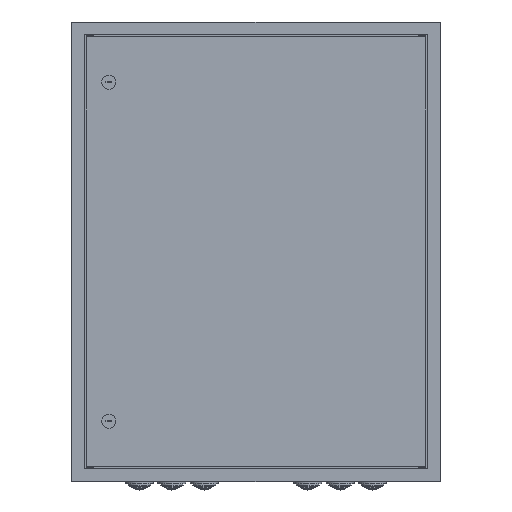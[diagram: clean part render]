
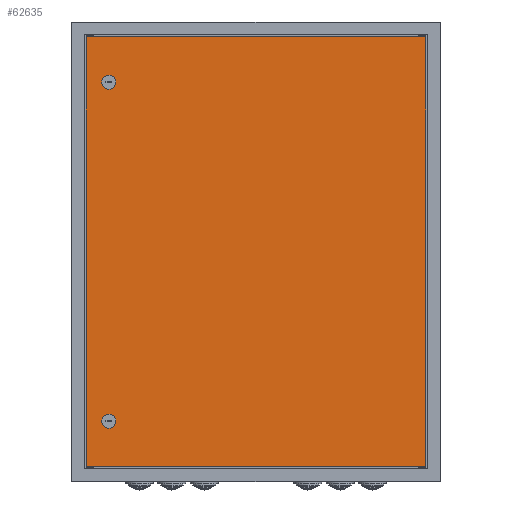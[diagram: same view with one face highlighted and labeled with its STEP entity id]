
A CAD part, top view. The second image highlights one B-rep face of the part: STEP entity #62635.
In plain terms, the highlighted planar face has unit normal (0, 0, 1).
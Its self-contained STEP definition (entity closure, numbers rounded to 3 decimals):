
#1925 = VERTEX_POINT ( 'NONE', #230417 ) ;
#3407 = DIRECTION ( 'NONE',  ( 0., 0., -1. ) ) ;
#4777 = ORIENTED_EDGE ( 'NONE', *, *, #189675, .T. ) ;
#5985 = FACE_OUTER_BOUND ( 'NONE', #195100, .T. ) ;
#7489 = EDGE_CURVE ( 'NONE', #25641, #20087, #235280, .T. ) ;
#9406 = VERTEX_POINT ( 'NONE', #202913 ) ;
#9486 = VECTOR ( 'NONE', #69047, 1000. ) ;
#13025 = DIRECTION ( 'NONE',  ( -1., 0., 0. ) ) ;
#13108 = EDGE_CURVE ( 'NONE', #207061, #38518, #81140, .T. ) ;
#15397 = VERTEX_POINT ( 'NONE', #196141 ) ;
#15982 = CARTESIAN_POINT ( 'NONE',  ( -235.75, -266.71, 138.2 ) ) ;
#16414 = LINE ( 'NONE', #36128, #76656 ) ;
#18056 = EDGE_LOOP ( 'NONE', ( #92168, #202317, #47245, #4777 ) ) ;
#19901 = VERTEX_POINT ( 'NONE', #92517 ) ;
#20087 = VERTEX_POINT ( 'NONE', #215847 ) ;
#22999 = EDGE_CURVE ( 'NONE', #249429, #51981, #112268, .T. ) ;
#25641 = VERTEX_POINT ( 'NONE', #229390 ) ;
#28338 = AXIS2_PLACEMENT_3D ( 'NONE', #180131, #80029, #206334 ) ;
#32463 = DIRECTION ( 'NONE',  ( 1., 0., 0. ) ) ;
#34526 = VERTEX_POINT ( 'NONE', #193771 ) ;
#36128 = CARTESIAN_POINT ( 'NONE',  ( 0., 332., 138.2 ) ) ;
#36592 = CARTESIAN_POINT ( 'NONE',  ( -235.75, 266.71, 138.2 ) ) ;
#37736 = AXIS2_PLACEMENT_3D ( 'NONE', #74430, #95527, #32463 ) ;
#38193 = ORIENTED_EDGE ( 'NONE', *, *, #158866, .T. ) ;
#38518 = VERTEX_POINT ( 'NONE', #92448 ) ;
#45475 = CARTESIAN_POINT ( 'NONE',  ( -219.25, 266.71, 138.2 ) ) ;
#47179 = VECTOR ( 'NONE', #106581, 1000. ) ;
#47245 = ORIENTED_EDGE ( 'NONE', *, *, #114346, .T. ) ;
#49801 = AXIS2_PLACEMENT_3D ( 'NONE', #103417, #3407, #224487 ) ;
#51310 = EDGE_CURVE ( 'NONE', #1925, #38518, #160001, .T. ) ;
#51981 = VERTEX_POINT ( 'NONE', #131611 ) ;
#54533 = ORIENTED_EDGE ( 'NONE', *, *, #13108, .F. ) ;
#54848 = ORIENTED_EDGE ( 'NONE', *, *, #22999, .T. ) ;
#55915 = CARTESIAN_POINT ( 'NONE',  ( -262.5, 1992., 138.2 ) ) ;
#59838 = DIRECTION ( 'NONE',  ( 0., -1., 0. ) ) ;
#62635 = ADVANCED_FACE ( 'NONE', ( #5985, #86205, #183723 ), #149247, .F. ) ;
#69047 = DIRECTION ( 'NONE',  ( 0., -1., 0. ) ) ;
#73239 = CIRCLE ( 'NONE', #207767, 9.5 ) ;
#74430 = CARTESIAN_POINT ( 'NONE',  ( -227.5, 262., 138.2 ) ) ;
#74945 = CARTESIAN_POINT ( 'NONE',  ( -227.5, 262., 138.2 ) ) ;
#76656 = VECTOR ( 'NONE', #195383, 1000. ) ;
#77691 = DIRECTION ( 'NONE',  ( 0., 1., 0. ) ) ;
#80029 = DIRECTION ( 'NONE',  ( 0., 0., -1. ) ) ;
#81140 = LINE ( 'NONE', #158833, #247406 ) ;
#86205 = FACE_BOUND ( 'NONE', #95197, .T. ) ;
#92168 = ORIENTED_EDGE ( 'NONE', *, *, #7489, .T. ) ;
#92448 = CARTESIAN_POINT ( 'NONE',  ( 262.5, -332., 138.2 ) ) ;
#92517 = CARTESIAN_POINT ( 'NONE',  ( -219.25, 257.29, 138.2 ) ) ;
#93901 = ORIENTED_EDGE ( 'NONE', *, *, #196727, .T. ) ;
#94371 = EDGE_CURVE ( 'NONE', #20087, #9406, #73239, .T. ) ;
#95197 = EDGE_LOOP ( 'NONE', ( #38193, #104554, #201849, #54848 ) ) ;
#95527 = DIRECTION ( 'NONE',  ( 0., 0., -1. ) ) ;
#99948 = VECTOR ( 'NONE', #59838, 1000. ) ;
#103417 = CARTESIAN_POINT ( 'NONE',  ( 0., 0., 138.2 ) ) ;
#104554 = ORIENTED_EDGE ( 'NONE', *, *, #108948, .T. ) ;
#106581 = DIRECTION ( 'NONE',  ( 0., -1., 0. ) ) ;
#106968 = VECTOR ( 'NONE', #245579, 1000. ) ;
#108948 = EDGE_CURVE ( 'NONE', #34526, #15397, #217302, .T. ) ;
#112268 = CIRCLE ( 'NONE', #28338, 9.5 ) ;
#112978 = CARTESIAN_POINT ( 'NONE',  ( -227.5, -262., 138.2 ) ) ;
#113550 = EDGE_CURVE ( 'NONE', #15397, #249429, #202739, .T. ) ;
#114346 = EDGE_CURVE ( 'NONE', #9406, #19901, #225759, .T. ) ;
#117728 = LINE ( 'NONE', #55915, #99948 ) ;
#123329 = ORIENTED_EDGE ( 'NONE', *, *, #141932, .F. ) ;
#128708 = VECTOR ( 'NONE', #77691, 1000. ) ;
#131611 = CARTESIAN_POINT ( 'NONE',  ( -235.75, -266.71, 138.2 ) ) ;
#136637 = CARTESIAN_POINT ( 'NONE',  ( -262.5, 332., 138.2 ) ) ;
#141932 = EDGE_CURVE ( 'NONE', #149330, #207061, #16414, .T. ) ;
#149247 = PLANE ( 'NONE',  #49801 ) ;
#149330 = VERTEX_POINT ( 'NONE', #136637 ) ;
#152558 = DIRECTION ( 'NONE',  ( -1., 0., 0. ) ) ;
#158833 = CARTESIAN_POINT ( 'NONE',  ( 262.5, 0., 138.2 ) ) ;
#158866 = EDGE_CURVE ( 'NONE', #51981, #34526, #238311, .T. ) ;
#160001 = LINE ( 'NONE', #182422, #106968 ) ;
#161893 = CARTESIAN_POINT ( 'NONE',  ( -219.25, -266.71, 138.2 ) ) ;
#180131 = CARTESIAN_POINT ( 'NONE',  ( -227.5, -262., 138.2 ) ) ;
#182422 = CARTESIAN_POINT ( 'NONE',  ( 0., -332., 138.2 ) ) ;
#183723 = FACE_BOUND ( 'NONE', #18056, .T. ) ;
#189675 = EDGE_CURVE ( 'NONE', #19901, #25641, #226724, .T. ) ;
#193771 = CARTESIAN_POINT ( 'NONE',  ( -235.75, -257.29, 138.2 ) ) ;
#193918 = ORIENTED_EDGE ( 'NONE', *, *, #51310, .T. ) ;
#195100 = EDGE_LOOP ( 'NONE', ( #193918, #54533, #123329, #93901 ) ) ;
#195383 = DIRECTION ( 'NONE',  ( 1., 0., 0. ) ) ;
#196141 = CARTESIAN_POINT ( 'NONE',  ( -219.25, -257.29, 138.2 ) ) ;
#196327 = AXIS2_PLACEMENT_3D ( 'NONE', #112978, #212984, #13025 ) ;
#196727 = EDGE_CURVE ( 'NONE', #149330, #1925, #117728, .T. ) ;
#201849 = ORIENTED_EDGE ( 'NONE', *, *, #113550, .T. ) ;
#202317 = ORIENTED_EDGE ( 'NONE', *, *, #94371, .T. ) ;
#202739 = LINE ( 'NONE', #161893, #47179 ) ;
#202913 = CARTESIAN_POINT ( 'NONE',  ( -219.25, 266.71, 138.2 ) ) ;
#206334 = DIRECTION ( 'NONE',  ( 1., 0., 0. ) ) ;
#207061 = VERTEX_POINT ( 'NONE', #221070 ) ;
#207767 = AXIS2_PLACEMENT_3D ( 'NONE', #74945, #255328, #152558 ) ;
#212984 = DIRECTION ( 'NONE',  ( 0., 0., -1. ) ) ;
#215847 = CARTESIAN_POINT ( 'NONE',  ( -235.75, 266.71, 138.2 ) ) ;
#217302 = CIRCLE ( 'NONE', #196327, 9.5 ) ;
#221070 = CARTESIAN_POINT ( 'NONE',  ( 262.5, 332., 138.2 ) ) ;
#222626 = VECTOR ( 'NONE', #253724, 1000. ) ;
#224487 = DIRECTION ( 'NONE',  ( -1., 0., 0. ) ) ;
#225759 = LINE ( 'NONE', #45475, #9486 ) ;
#226724 = CIRCLE ( 'NONE', #37736, 9.5 ) ;
#229390 = CARTESIAN_POINT ( 'NONE',  ( -235.75, 257.29, 138.2 ) ) ;
#230417 = CARTESIAN_POINT ( 'NONE',  ( -262.5, -332., 138.2 ) ) ;
#233164 = CARTESIAN_POINT ( 'NONE',  ( -219.25, -266.71, 138.2 ) ) ;
#235280 = LINE ( 'NONE', #36592, #222626 ) ;
#238311 = LINE ( 'NONE', #15982, #128708 ) ;
#239210 = DIRECTION ( 'NONE',  ( 0., -1., 0. ) ) ;
#245579 = DIRECTION ( 'NONE',  ( 1., 0., 0. ) ) ;
#247406 = VECTOR ( 'NONE', #239210, 1000. ) ;
#249429 = VERTEX_POINT ( 'NONE', #233164 ) ;
#253724 = DIRECTION ( 'NONE',  ( 0., 1., 0. ) ) ;
#255328 = DIRECTION ( 'NONE',  ( 0., 0., -1. ) ) ;
